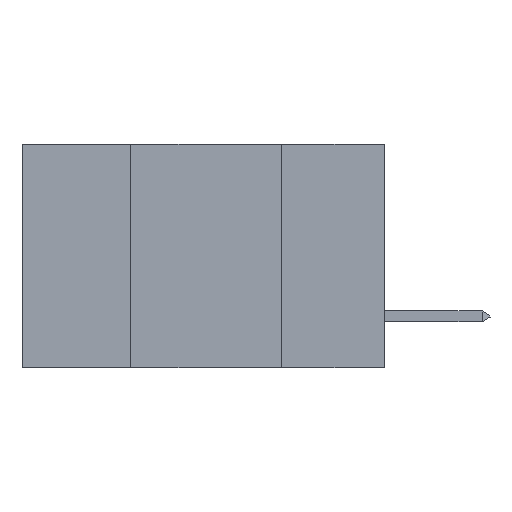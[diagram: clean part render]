
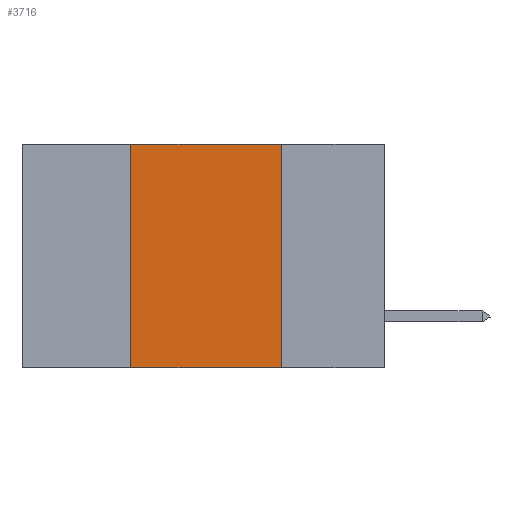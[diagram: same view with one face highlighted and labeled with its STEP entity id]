
A CAD part, left-side view. The second image highlights one B-rep face of the part: STEP entity #3716.
In plain terms, the highlighted planar face has unit normal (-1, 0, 0).
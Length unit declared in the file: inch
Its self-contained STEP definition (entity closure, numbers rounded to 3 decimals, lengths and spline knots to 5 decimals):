
#3093 = VECTOR ( 'NONE', #8990, 39.37008 ) ;
#3108 = EDGE_CURVE ( 'NONE', #19750, #10973, #20576, .T. ) ;
#3716 = ADVANCED_FACE ( 'NONE', ( #22828 ), #6624, .F. ) ;
#3918 = LINE ( 'NONE', #11180, #14643 ) ;
#4404 = DIRECTION ( 'NONE',  ( 0., 0., -1. ) ) ;
#5293 = VECTOR ( 'NONE', #4404, 39.37008 ) ;
#6624 = PLANE ( 'NONE',  #15606 ) ;
#7292 = EDGE_CURVE ( 'NONE', #21027, #19750, #3918, .T. ) ;
#8661 = CARTESIAN_POINT ( 'NONE',  ( 0., 0.17, 0. ) ) ;
#8785 = CARTESIAN_POINT ( 'NONE',  ( 0., 0.42, 0. ) ) ;
#8990 = DIRECTION ( 'NONE',  ( 0., 0., 1. ) ) ;
#10152 = CARTESIAN_POINT ( 'NONE',  ( 0., 0.42, -0.37 ) ) ;
#10973 = VERTEX_POINT ( 'NONE', #13632 ) ;
#11004 = DIRECTION ( 'NONE',  ( 0., 0., -1. ) ) ;
#11064 = DIRECTION ( 'NONE',  ( 0., -1., 0. ) ) ;
#11180 = CARTESIAN_POINT ( 'NONE',  ( 0., 0.6, 0. ) ) ;
#11241 = CARTESIAN_POINT ( 'NONE',  ( 0., 0.6, -0.37 ) ) ;
#12682 = ORIENTED_EDGE ( 'NONE', *, *, #26739, .T. ) ;
#13013 = DIRECTION ( 'NONE',  ( 0., -1., 0. ) ) ;
#13632 = CARTESIAN_POINT ( 'NONE',  ( 0., 0.17, -0.37 ) ) ;
#14643 = VECTOR ( 'NONE', #13013, 39.37008 ) ;
#15606 = AXIS2_PLACEMENT_3D ( 'NONE', #23344, #21176, #11004 ) ;
#16708 = ORIENTED_EDGE ( 'NONE', *, *, #3108, .F. ) ;
#17893 = LINE ( 'NONE', #11241, #23082 ) ;
#19750 = VERTEX_POINT ( 'NONE', #8661 ) ;
#20320 = LINE ( 'NONE', #21090, #3093 ) ;
#20576 = LINE ( 'NONE', #23112, #5293 ) ;
#21027 = VERTEX_POINT ( 'NONE', #8785 ) ;
#21090 = CARTESIAN_POINT ( 'NONE',  ( 0., 0.42, 0. ) ) ;
#21176 = DIRECTION ( 'NONE',  ( 1., 0., 0. ) ) ;
#22119 = ORIENTED_EDGE ( 'NONE', *, *, #7292, .F. ) ;
#22181 = EDGE_CURVE ( 'NONE', #23961, #21027, #20320, .T. ) ;
#22828 = FACE_OUTER_BOUND ( 'NONE', #26107, .T. ) ;
#23082 = VECTOR ( 'NONE', #11064, 39.37008 ) ;
#23112 = CARTESIAN_POINT ( 'NONE',  ( 0., 0.17, 0. ) ) ;
#23344 = CARTESIAN_POINT ( 'NONE',  ( 0., 0.6, 0. ) ) ;
#23961 = VERTEX_POINT ( 'NONE', #10152 ) ;
#24321 = ORIENTED_EDGE ( 'NONE', *, *, #22181, .F. ) ;
#26107 = EDGE_LOOP ( 'NONE', ( #16708, #22119, #24321, #12682 ) ) ;
#26739 = EDGE_CURVE ( 'NONE', #23961, #10973, #17893, .T. ) ;
